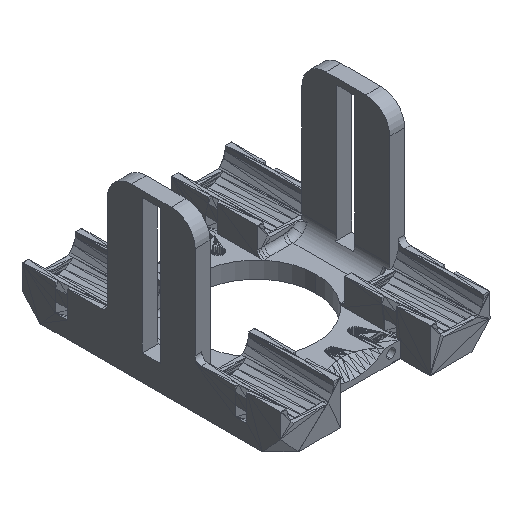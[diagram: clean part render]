
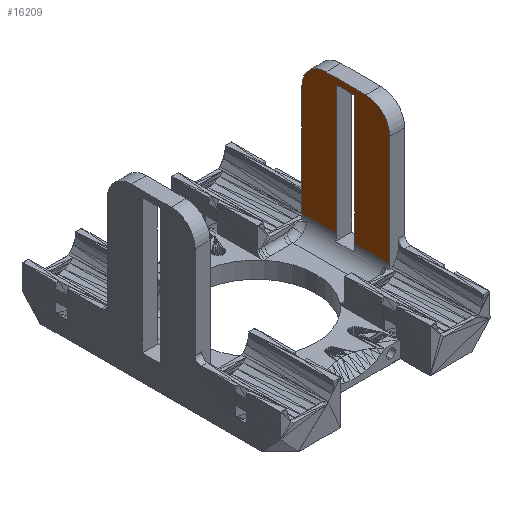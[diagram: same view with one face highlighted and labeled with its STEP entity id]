
A CAD part, isometric view. The second image highlights one B-rep face of the part: STEP entity #16209.
In plain terms, the highlighted planar face has unit normal (-1, 0, 0).
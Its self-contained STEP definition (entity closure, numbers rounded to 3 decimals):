
#41 = VERTEX_POINT ( 'NONE', #14293 ) ;
#141 = VECTOR ( 'NONE', #22260, 1000. ) ;
#944 = CARTESIAN_POINT ( 'NONE',  ( 28.617, -14.119, 55.659 ) ) ;
#1513 = CARTESIAN_POINT ( 'NONE',  ( 28.617, 15.201, 55.659 ) ) ;
#1514 = VECTOR ( 'NONE', #17314, 1000. ) ;
#1948 = EDGE_CURVE ( 'NONE', #26584, #17710, #8263, .T. ) ;
#1959 = EDGE_CURVE ( 'NONE', #41, #30263, #27795, .T. ) ;
#2043 = CARTESIAN_POINT ( 'NONE',  ( 28.617, 15.201, 10.659 ) ) ;
#2151 = CIRCLE ( 'NONE', #12308, 8. ) ;
#2456 = ORIENTED_EDGE ( 'NONE', *, *, #30599, .T. ) ;
#3167 = VERTEX_POINT ( 'NONE', #4469 ) ;
#3486 = AXIS2_PLACEMENT_3D ( 'NONE', #1513, #4093, #21898 ) ;
#3564 = DIRECTION ( 'NONE',  ( 0., -1., 0. ) ) ;
#4093 = DIRECTION ( 'NONE',  ( 1., 0., 0. ) ) ;
#4469 = CARTESIAN_POINT ( 'NONE',  ( 28.617, -6.119, 55.659 ) ) ;
#4939 = ORIENTED_EDGE ( 'NONE', *, *, #1959, .T. ) ;
#5255 = VERTEX_POINT ( 'NONE', #28151 ) ;
#6385 = EDGE_CURVE ( 'NONE', #29817, #41, #16762, .T. ) ;
#6617 = LINE ( 'NONE', #7856, #25346 ) ;
#7856 = CARTESIAN_POINT ( 'NONE',  ( 28.617, 15.201, 55.659 ) ) ;
#8263 = LINE ( 'NONE', #2043, #1514 ) ;
#9201 = VECTOR ( 'NONE', #24980, 1000. ) ;
#9250 = FACE_OUTER_BOUND ( 'NONE', #13505, .T. ) ;
#9372 = CARTESIAN_POINT ( 'NONE',  ( 28.617, -6.119, 47.659 ) ) ;
#9440 = DIRECTION ( 'NONE',  ( -1., 0., 0. ) ) ;
#9557 = CARTESIAN_POINT ( 'NONE',  ( 28.617, -2.459, 55.659 ) ) ;
#9816 = VERTEX_POINT ( 'NONE', #32148 ) ;
#9995 = VECTOR ( 'NONE', #3564, 1000. ) ;
#10437 = DIRECTION ( 'NONE',  ( 0., 0., -1. ) ) ;
#10643 = VERTEX_POINT ( 'NONE', #25506 ) ;
#11156 = DIRECTION ( 'NONE',  ( 0., 0., -1. ) ) ;
#11897 = CIRCLE ( 'NONE', #17007, 8. ) ;
#11905 = DIRECTION ( 'NONE',  ( 0., 1., 0. ) ) ;
#12287 = DIRECTION ( 'NONE',  ( 0., 0., 1. ) ) ;
#12308 = AXIS2_PLACEMENT_3D ( 'NONE', #9372, #27152, #11905 ) ;
#12597 = CARTESIAN_POINT ( 'NONE',  ( 28.617, 3.541, 53.659 ) ) ;
#12978 = LINE ( 'NONE', #944, #24891 ) ;
#13441 = CARTESIAN_POINT ( 'NONE',  ( 28.617, -14.119, 10.659 ) ) ;
#13505 = EDGE_LOOP ( 'NONE', ( #19089, #14814, #4939, #15320, #13841, #32150, #29913, #2456, #32921, #26146 ) ) ;
#13665 = LINE ( 'NONE', #9557, #141 ) ;
#13687 = CARTESIAN_POINT ( 'NONE',  ( 28.617, 15.201, 55.659 ) ) ;
#13810 = CARTESIAN_POINT ( 'NONE',  ( 28.617, 15.201, 53.659 ) ) ;
#13841 = ORIENTED_EDGE ( 'NONE', *, *, #26878, .T. ) ;
#13861 = EDGE_CURVE ( 'NONE', #5255, #3167, #19372, .T. ) ;
#14293 = CARTESIAN_POINT ( 'NONE',  ( 28.617, 3.541, 10.659 ) ) ;
#14814 = ORIENTED_EDGE ( 'NONE', *, *, #6385, .T. ) ;
#14861 = CARTESIAN_POINT ( 'NONE',  ( 28.617, 15.201, 10.659 ) ) ;
#15006 = CARTESIAN_POINT ( 'NONE',  ( 28.617, -2.459, 53.659 ) ) ;
#15320 = ORIENTED_EDGE ( 'NONE', *, *, #33022, .T. ) ;
#16209 = ADVANCED_FACE ( 'NONE', ( #9250 ), #16765, .F. ) ;
#16762 = LINE ( 'NONE', #14861, #9201 ) ;
#16765 = PLANE ( 'NONE',  #3486 ) ;
#17007 = AXIS2_PLACEMENT_3D ( 'NONE', #24652, #9440, #27228 ) ;
#17314 = DIRECTION ( 'NONE',  ( 0., -1., 0. ) ) ;
#17543 = LINE ( 'NONE', #13810, #9995 ) ;
#17710 = VERTEX_POINT ( 'NONE', #13441 ) ;
#17960 = EDGE_CURVE ( 'NONE', #5255, #10643, #11897, .T. ) ;
#19089 = ORIENTED_EDGE ( 'NONE', *, *, #25015, .T. ) ;
#19372 = LINE ( 'NONE', #13687, #32086 ) ;
#19550 = EDGE_CURVE ( 'NONE', #9816, #17710, #12978, .T. ) ;
#19701 = CARTESIAN_POINT ( 'NONE',  ( 28.617, -2.459, 10.659 ) ) ;
#21040 = VECTOR ( 'NONE', #12287, 1000. ) ;
#21898 = DIRECTION ( 'NONE',  ( 0., 1., 0. ) ) ;
#22260 = DIRECTION ( 'NONE',  ( 0., 0., -1. ) ) ;
#22447 = CARTESIAN_POINT ( 'NONE',  ( 28.617, 3.541, 55.659 ) ) ;
#24652 = CARTESIAN_POINT ( 'NONE',  ( 28.617, 7.201, 47.659 ) ) ;
#24891 = VECTOR ( 'NONE', #11156, 1000. ) ;
#24980 = DIRECTION ( 'NONE',  ( 0., -1., 0. ) ) ;
#25015 = EDGE_CURVE ( 'NONE', #10643, #29817, #6617, .T. ) ;
#25346 = VECTOR ( 'NONE', #10437, 1000. ) ;
#25506 = CARTESIAN_POINT ( 'NONE',  ( 28.617, 15.201, 47.659 ) ) ;
#25975 = CARTESIAN_POINT ( 'NONE',  ( 28.617, 15.201, 10.659 ) ) ;
#26146 = ORIENTED_EDGE ( 'NONE', *, *, #17960, .T. ) ;
#26584 = VERTEX_POINT ( 'NONE', #19701 ) ;
#26878 = EDGE_CURVE ( 'NONE', #28646, #26584, #13665, .T. ) ;
#27152 = DIRECTION ( 'NONE',  ( -1., 0., 0. ) ) ;
#27228 = DIRECTION ( 'NONE',  ( 0., 1., 0. ) ) ;
#27795 = LINE ( 'NONE', #22447, #21040 ) ;
#28151 = CARTESIAN_POINT ( 'NONE',  ( 28.617, 7.201, 55.659 ) ) ;
#28646 = VERTEX_POINT ( 'NONE', #15006 ) ;
#28923 = DIRECTION ( 'NONE',  ( 0., -1., 0. ) ) ;
#29817 = VERTEX_POINT ( 'NONE', #25975 ) ;
#29913 = ORIENTED_EDGE ( 'NONE', *, *, #19550, .F. ) ;
#30263 = VERTEX_POINT ( 'NONE', #12597 ) ;
#30599 = EDGE_CURVE ( 'NONE', #9816, #3167, #2151, .T. ) ;
#32086 = VECTOR ( 'NONE', #28923, 1000. ) ;
#32148 = CARTESIAN_POINT ( 'NONE',  ( 28.617, -14.119, 47.659 ) ) ;
#32150 = ORIENTED_EDGE ( 'NONE', *, *, #1948, .T. ) ;
#32921 = ORIENTED_EDGE ( 'NONE', *, *, #13861, .F. ) ;
#33022 = EDGE_CURVE ( 'NONE', #30263, #28646, #17543, .T. ) ;
